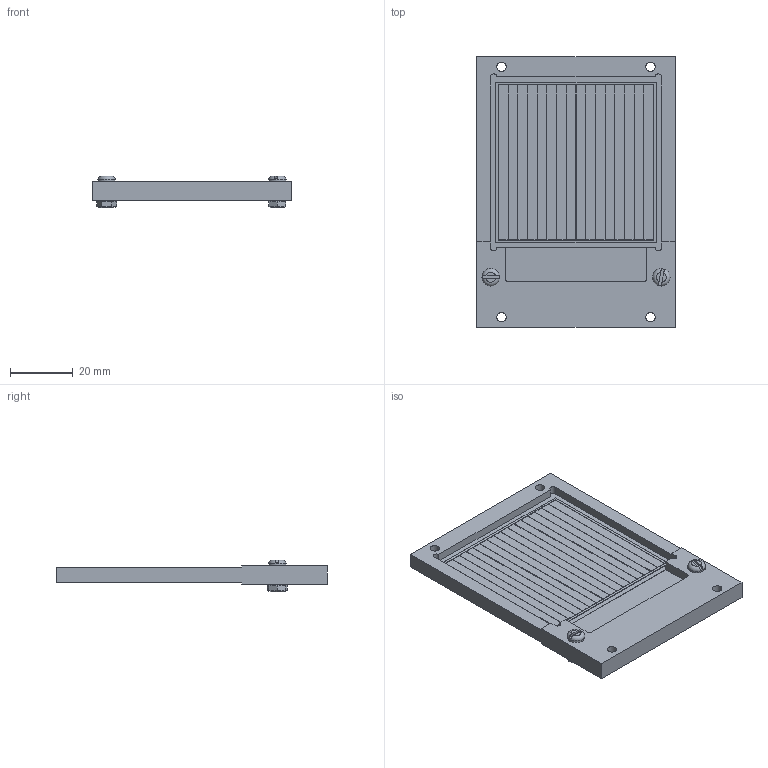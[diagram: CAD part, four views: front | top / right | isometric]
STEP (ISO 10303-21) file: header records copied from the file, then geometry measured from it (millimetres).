
FILE_DESCRIPTION((''),'2;1');
FILE_NAME('DSSSD_new1.stp','2018-12-06T11:37:00',('jkl'),(''),'Autodesk Inventor 2012','Autodesk Inventor 2012','');
FILE_SCHEMA(('AUTOMOTIVE_DESIGN { 1 0 10303 214 1 1 1 1 }'));
Length unit declared in the file: millimetre
Products named in the file (4): DSSSD_new1; Slotted Pan Head Machine Screw - Metric M3x0,5 x 8; ISO 4032 M3
Assembly tree (5 placements, depth 2):
  DSSSD_new1
    DSSSD_new1
    Slotted Pan Head Machine Screw - Metric M3x0,5 x 8  x2
    ISO 4032 M3  x2
Bounding box: 63.5 x 86.5 x 10.1 mm (x, y, z)
Volume: 15018.4 mm3; surface area: 14855.3 mm2
Topology: 5 solids, 5 shells, 278 faces, 684 edges, 454 vertices
Faces by surface type: plane 240, cylinder 24, cone 10, torus 4
Full cylindrical faces by diameter (mm): 2.459 x2, 3 x8, 5.6 x2
Entity records: 7695 total; most frequent: CARTESIAN_POINT 1332, ORIENTED_EDGE 1212, DIRECTION 1166, EDGE_CURVE 606, VECTOR 538, LINE 538, VERTEX_POINT 412, EDGE_LOOP 320
